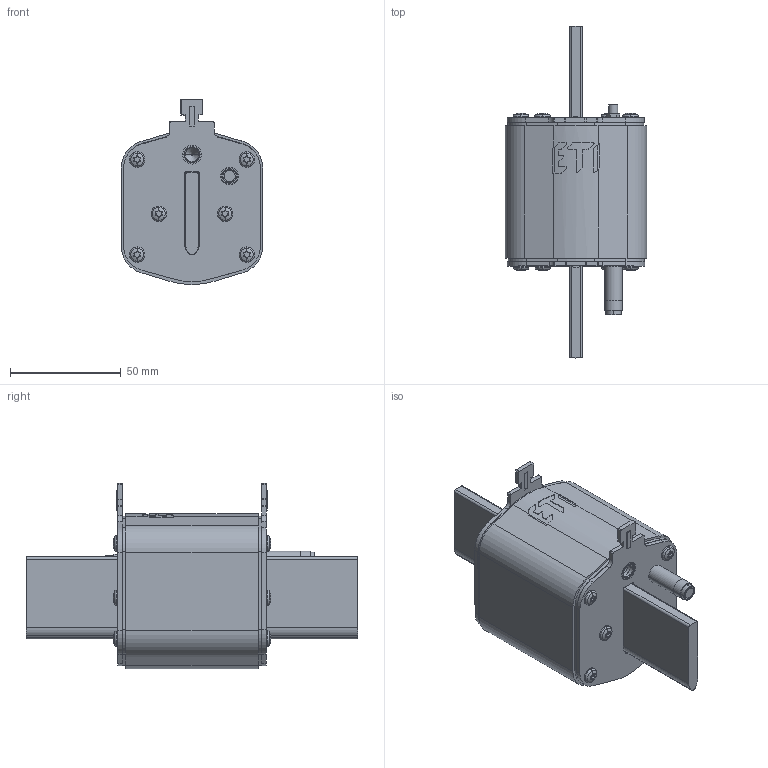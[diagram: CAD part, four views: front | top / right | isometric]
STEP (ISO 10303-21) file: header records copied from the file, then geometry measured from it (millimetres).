
FILE_DESCRIPTION((''),'2;1');
FILE_NAME('NH3_K_ASM','2021-08-12T',('said.beganovic'),('Audax d.o.o.'),'CREO PARAMETRIC BY PTC INC, 2017020','CREO PARAMETRIC BY PTC INC, 2017020','');
FILE_SCHEMA(('AUTOMOTIVE_DESIGN { 1 0 10303 214 1 1 1 1 }'));
Length unit declared in the file: millimetre
Products named in the file (13): 0000019741; 0000019100; 0000032155; 0000032119; 0000032161_ASM; 0000020059; 0000020104; 0000031301; 0000017080; 0000016381; 0000016319; 0000016339; NH3_K_ASM
Assembly tree (26 placements, depth 3):
  NH3_K_ASM
    0000019741
    0000019100  x2
    0000032161_ASM  x2
      0000032155
      0000032119
    0000020059
    0000020104
    0000031301  x12
    0000017080  x2
    0000016381
    0000016319
    0000016339
Bounding box: 64 x 150 x 83.66 mm (x, y, z)
Volume: 290847.7 mm3; surface area: 76662.3 mm2
Topology: 26 solids, 51 shells, 922 faces, 2412 edges, 1572 vertices
Faces by surface type: cylinder 493, plane 299, torus 64, bspline 28, sphere 24, cone 14
Entity records: 26042 total; most frequent: CARTESIAN_POINT 3683, DIRECTION 2635, ORIENTED_EDGE 2414, PRESENTATION_STYLE_ASSIGNMENT 1728, STYLED_ITEM 1675, CURVE_STYLE 1236, EDGE_CURVE 1236, AXIS2_PLACEMENT_3D 997
